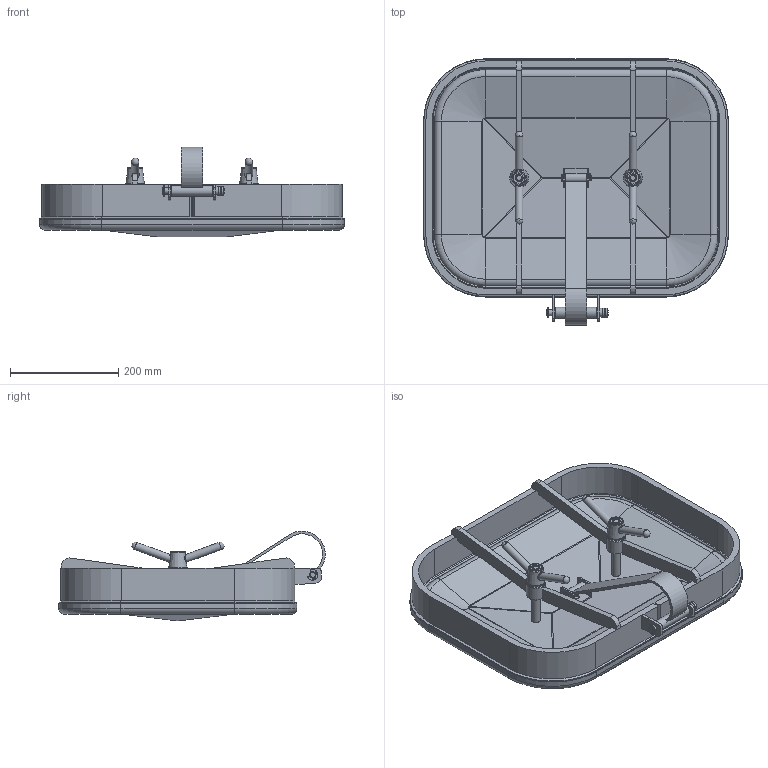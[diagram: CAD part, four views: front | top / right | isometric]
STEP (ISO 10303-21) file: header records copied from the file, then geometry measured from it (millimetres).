
FILE_DESCRIPTION(/* description */ ('Unknown'),/* implementation_level */ '2;1');
FILE_NAME(/* name */ 'FA29E3018 MOD 1500AI',/* time_stamp */ '2016-07-01T16:40:46+02:00',/* author */ ('Unknown'),/* organization */ ('Unknown'),/* preprocessor_version */ 'ST-DEVELOPER v16',/* originating_system */ 'DEX',/* authorisation */ $);
FILE_SCHEMA (('AUTOMOTIVE_DESIGN {1 0 10303 214 3 1 1}'));
Length unit declared in the file: millimetre
Products named in the file (26): FA29E3018 MOD 1500AI; 7TA2923-5 rev 0; 8AP45 rev 0; 81078 rev 01; 7CA2920 rev 01; 8AS110 rev 02; 81001 rev 01; 92007 rev 03; 9642 rev 01; 71050 rev 01; 8P128 rev 01; 97254 rev 01; 97255 rev 03; 71087 rev 02; 97206 rev 02; 8P165 rev 03; 93012 rev 03; 93002 rev 01; 95421; 95420; 94036 rev 0; 94030 rev 01; 94030_2 rev 01; 94030_1; 97009; 97053
Assembly tree (31 placements, depth 4):
  FA29E3018 MOD 1500AI
    7TA2923-5 rev 0
      8AP45 rev 0
      81078 rev 01  x2
    7CA2920 rev 01
      8AS110 rev 02
      81001 rev 01
      92007 rev 03  x2
    9642 rev 01
    71050 rev 01
      8P128 rev 01
      97254 rev 01
      97255 rev 03
    71087 rev 02  x2
      97206 rev 02
      8P165 rev 03
    93012 rev 03
    93002 rev 01
    95421
    95420
    94036 rev 0  x2
      94030 rev 01
        94030_2 rev 01
        94030_1
      97009
    97053  x2
Bounding box: 563 x 492.29 x 165.78 mm (x, y, z)
Volume: 3180656.7 mm3; surface area: 1137796.5 mm2
Topology: 29 solids, 29 shells, 553 faces, 1287 edges, 797 vertices
Faces by surface type: plane 259, cylinder 193, cone 46, torus 46, sphere 5, bspline 4
Full cylindrical faces by diameter (mm): 8 x1, 10 x3, 10.2 x1, 10.5 x2, 11.5 x2, 12 x2, 12.5 x3, 13.835 x2, 14 x4, 16 x7, 16.5 x4, 17 x3, 20 x5, 30 x4, 35 x2
Entity records: 13148 total; most frequent: CARTESIAN_POINT 2783, DIRECTION 2202, ORIENTED_EDGE 1830, EDGE_CURVE 915, AXIS2_PLACEMENT_3D 863, VERTEX_POINT 593, EDGE_LOOP 524, FACE_BOUND 524
